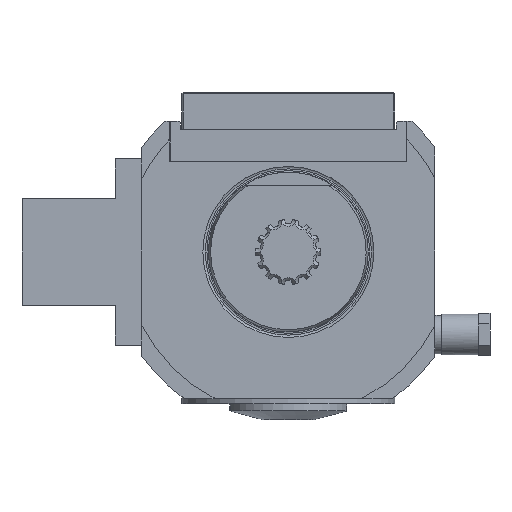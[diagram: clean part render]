
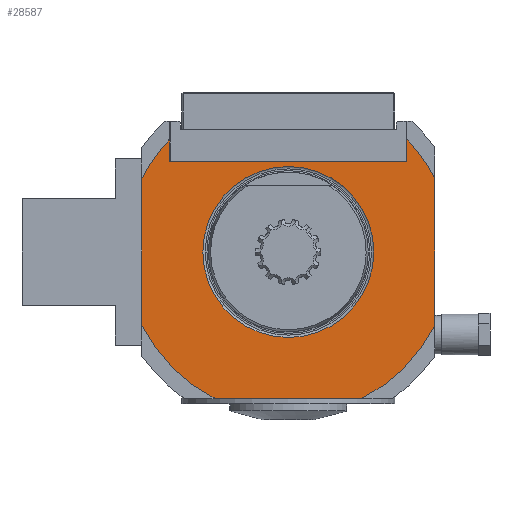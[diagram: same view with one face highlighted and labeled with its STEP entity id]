
A CAD part, front view. The second image highlights one B-rep face of the part: STEP entity #28587.
In plain terms, the highlighted planar face has unit normal (0, -1, 0).
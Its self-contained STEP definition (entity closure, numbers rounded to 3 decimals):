
#309 = ORIENTED_EDGE ( 'NONE', *, *, #30390, .T. ) ;
#441 = ORIENTED_EDGE ( 'NONE', *, *, #21945, .F. ) ;
#675 = DIRECTION ( 'NONE',  ( 1., 0., 0. ) ) ;
#900 = EDGE_CURVE ( 'NONE', #9749, #31333, #32531, .T. ) ;
#1126 = CARTESIAN_POINT ( 'NONE',  ( 0., -1., 0. ) ) ;
#1256 = CARTESIAN_POINT ( 'NONE',  ( -32.15, -1., 34. ) ) ;
#1334 = LINE ( 'NONE', #1666, #1996 ) ;
#1477 = ORIENTED_EDGE ( 'NONE', *, *, #17201, .F. ) ;
#1666 = CARTESIAN_POINT ( 'NONE',  ( 55., -1., 0. ) ) ;
#1680 = CARTESIAN_POINT ( 'NONE',  ( -44.5, -1., 34. ) ) ;
#1996 = VECTOR ( 'NONE', #16259, 1000. ) ;
#2193 = CARTESIAN_POINT ( 'NONE',  ( -32.095, -1., 0. ) ) ;
#2218 = AXIS2_PLACEMENT_3D ( 'NONE', #21862, #21529, #31264 ) ;
#2355 = CARTESIAN_POINT ( 'NONE',  ( 27.518, -1., -55. ) ) ;
#3035 = CIRCLE ( 'NONE', #21355, 61.5 ) ;
#3119 = CARTESIAN_POINT ( 'NONE',  ( -55., -1., 27.518 ) ) ;
#3137 = EDGE_LOOP ( 'NONE', ( #1477 ) ) ;
#3790 = VERTEX_POINT ( 'NONE', #3119 ) ;
#4090 = CARTESIAN_POINT ( 'NONE',  ( 0., -1., -55. ) ) ;
#4231 = ORIENTED_EDGE ( 'NONE', *, *, #17280, .T. ) ;
#4599 = DIRECTION ( 'NONE',  ( 0., 1., 0. ) ) ;
#4859 = CARTESIAN_POINT ( 'NONE',  ( -55., -1., 0. ) ) ;
#4927 = VERTEX_POINT ( 'NONE', #8819 ) ;
#5191 = EDGE_CURVE ( 'NONE', #4927, #31654, #31477, .T. ) ;
#5367 = CARTESIAN_POINT ( 'NONE',  ( 44.5, -1., 42.45 ) ) ;
#5721 = AXIS2_PLACEMENT_3D ( 'NONE', #9093, #6619, #31761 ) ;
#5850 = VECTOR ( 'NONE', #26075, 1000. ) ;
#6064 = CARTESIAN_POINT ( 'NONE',  ( 55., -1., -27.518 ) ) ;
#6312 = AXIS2_PLACEMENT_3D ( 'NONE', #26051, #16150, #7948 ) ;
#6357 = ORIENTED_EDGE ( 'NONE', *, *, #29179, .T. ) ;
#6408 = EDGE_CURVE ( 'NONE', #31333, #12208, #23984, .T. ) ;
#6619 = DIRECTION ( 'NONE',  ( 0., 1., 0. ) ) ;
#6958 = VERTEX_POINT ( 'NONE', #2193 ) ;
#7163 = DIRECTION ( 'NONE',  ( 0., 0., -1. ) ) ;
#7729 = DIRECTION ( 'NONE',  ( 0., 1., 0. ) ) ;
#7948 = DIRECTION ( 'NONE',  ( 1., 0., 0. ) ) ;
#8319 = LINE ( 'NONE', #4859, #9219 ) ;
#8493 = VECTOR ( 'NONE', #26298, 1000. ) ;
#8819 = CARTESIAN_POINT ( 'NONE',  ( 44.5, -1., 34. ) ) ;
#9093 = CARTESIAN_POINT ( 'NONE',  ( 0., -1., 0. ) ) ;
#9192 = DIRECTION ( 'NONE',  ( 1., 0., 0. ) ) ;
#9219 = VECTOR ( 'NONE', #7163, 1000. ) ;
#9228 = CARTESIAN_POINT ( 'NONE',  ( -44.5, -1., 0. ) ) ;
#9562 = VECTOR ( 'NONE', #15597, 1000. ) ;
#9563 = VERTEX_POINT ( 'NONE', #27781 ) ;
#9718 = ORIENTED_EDGE ( 'NONE', *, *, #13105, .F. ) ;
#9749 = VERTEX_POINT ( 'NONE', #6064 ) ;
#10032 = CARTESIAN_POINT ( 'NONE',  ( -32.15, -1., 0. ) ) ;
#10073 = VERTEX_POINT ( 'NONE', #5367 ) ;
#11141 = DIRECTION ( 'NONE',  ( 0., 1., 0. ) ) ;
#11895 = CARTESIAN_POINT ( 'NONE',  ( -55., -1., -27.518 ) ) ;
#12208 = VERTEX_POINT ( 'NONE', #14954 ) ;
#12339 = EDGE_CURVE ( 'NONE', #9563, #9749, #1334, .T. ) ;
#12533 = ORIENTED_EDGE ( 'NONE', *, *, #5191, .T. ) ;
#13105 = EDGE_CURVE ( 'NONE', #10073, #9563, #23590, .T. ) ;
#13421 = DIRECTION ( 'NONE',  ( 1., 0., 0. ) ) ;
#13802 = AXIS2_PLACEMENT_3D ( 'NONE', #1126, #11141, #13421 ) ;
#14147 = DIRECTION ( 'NONE',  ( 0., 0., 1. ) ) ;
#14432 = AXIS2_PLACEMENT_3D ( 'NONE', #10032, #7729, #675 ) ;
#14782 = ORIENTED_EDGE ( 'NONE', *, *, #6408, .F. ) ;
#14954 = CARTESIAN_POINT ( 'NONE',  ( -27.518, -1., -55. ) ) ;
#15270 = FACE_BOUND ( 'NONE', #3137, .T. ) ;
#15597 = DIRECTION ( 'NONE',  ( 0., 0., -1. ) ) ;
#16150 = DIRECTION ( 'NONE',  ( 0., 1., 0. ) ) ;
#16172 = CARTESIAN_POINT ( 'NONE',  ( -44.5, -1., 42.45 ) ) ;
#16259 = DIRECTION ( 'NONE',  ( 0., 0., -1. ) ) ;
#16838 = EDGE_CURVE ( 'NONE', #12208, #31359, #28000, .T. ) ;
#16933 = LINE ( 'NONE', #30246, #9562 ) ;
#17070 = ORIENTED_EDGE ( 'NONE', *, *, #12339, .F. ) ;
#17201 = EDGE_CURVE ( 'NONE', #6958, #6958, #26387, .T. ) ;
#17280 = EDGE_CURVE ( 'NONE', #10073, #4927, #16933, .T. ) ;
#17545 = FACE_OUTER_BOUND ( 'NONE', #20542, .T. ) ;
#18879 = LINE ( 'NONE', #9228, #20140 ) ;
#20140 = VECTOR ( 'NONE', #14147, 1000. ) ;
#20497 = VERTEX_POINT ( 'NONE', #16172 ) ;
#20542 = EDGE_LOOP ( 'NONE', ( #9718, #4231, #12533, #6357, #441, #309, #21336, #14782, #27742, #17070 ) ) ;
#21336 = ORIENTED_EDGE ( 'NONE', *, *, #16838, .F. ) ;
#21355 = AXIS2_PLACEMENT_3D ( 'NONE', #27141, #4599, #9192 ) ;
#21529 = DIRECTION ( 'NONE',  ( 0., -1., 0. ) ) ;
#21862 = CARTESIAN_POINT ( 'NONE',  ( 0., -1., 0. ) ) ;
#21945 = EDGE_CURVE ( 'NONE', #3790, #20497, #3035, .T. ) ;
#23590 = CIRCLE ( 'NONE', #5721, 61.5 ) ;
#23984 = LINE ( 'NONE', #4090, #8493 ) ;
#25669 = PLANE ( 'NONE',  #14432 ) ;
#26051 = CARTESIAN_POINT ( 'NONE',  ( 0., -1., 0. ) ) ;
#26075 = DIRECTION ( 'NONE',  ( -1., 0., 0. ) ) ;
#26298 = DIRECTION ( 'NONE',  ( -1., 0., 0. ) ) ;
#26387 = CIRCLE ( 'NONE', #2218, 32.095 ) ;
#27141 = CARTESIAN_POINT ( 'NONE',  ( 0., -1., 0. ) ) ;
#27742 = ORIENTED_EDGE ( 'NONE', *, *, #900, .F. ) ;
#27781 = CARTESIAN_POINT ( 'NONE',  ( 55., -1., 27.518 ) ) ;
#28000 = CIRCLE ( 'NONE', #13802, 61.5 ) ;
#28587 = ADVANCED_FACE ( 'Defeature completata1_356', ( #17545, #15270 ), #25669, .F. ) ;
#29179 = EDGE_CURVE ( 'NONE', #31654, #20497, #18879, .T. ) ;
#30246 = CARTESIAN_POINT ( 'NONE',  ( 44.5, -1., 0. ) ) ;
#30390 = EDGE_CURVE ( 'NONE', #3790, #31359, #8319, .T. ) ;
#31264 = DIRECTION ( 'NONE',  ( -1., 0., 0. ) ) ;
#31333 = VERTEX_POINT ( 'NONE', #2355 ) ;
#31359 = VERTEX_POINT ( 'NONE', #11895 ) ;
#31477 = LINE ( 'NONE', #1256, #5850 ) ;
#31654 = VERTEX_POINT ( 'NONE', #1680 ) ;
#31761 = DIRECTION ( 'NONE',  ( 1., 0., 0. ) ) ;
#32531 = CIRCLE ( 'NONE', #6312, 61.5 ) ;
